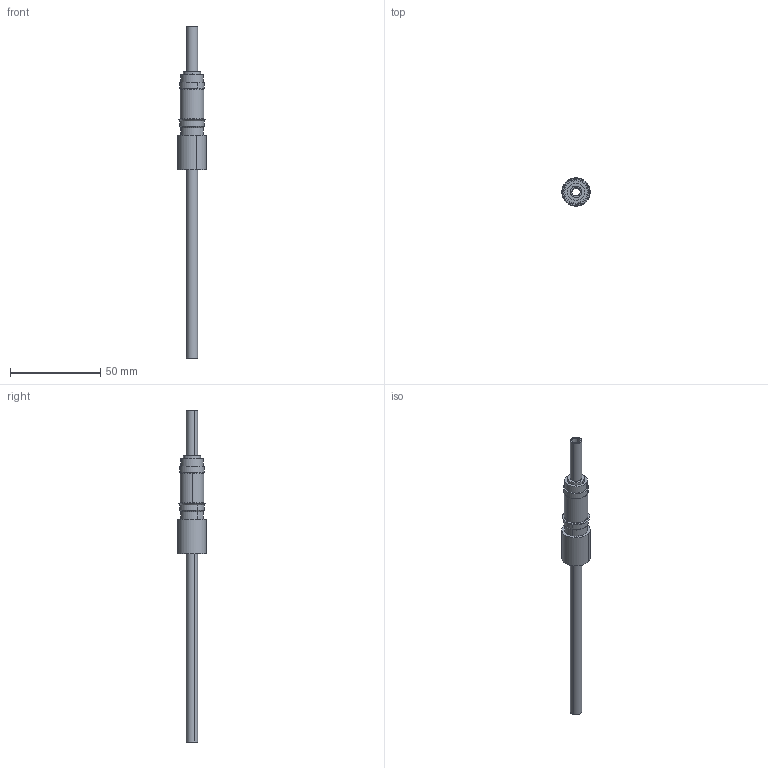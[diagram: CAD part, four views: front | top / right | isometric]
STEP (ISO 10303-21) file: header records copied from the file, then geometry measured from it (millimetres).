
FILE_DESCRIPTION (( 'STEP AP203' ), '1' );
FILE_NAME ('A0106-4-W.STEP', '2019-10-24T17:29:41', ( '' ), ( '' ), 'SwSTEP 2.0', 'SolidWorks 2019', '' );
FILE_SCHEMA (( 'CONFIG_CONTROL_DESIGN' ));
Length unit declared in the file: inch
Products named in the file (1): A0106-4-W
Bounding box: 15.78 x 15.78 x 184.15 mm (x, y, z)
Volume: 8156.8 mm3; surface area: 11216.8 mm2
Topology: 1 solids, 1 shells, 57 faces, 116 edges, 74 vertices
Faces by surface type: cylinder 34, plane 15, cone 6, torus 2
Entity records: 1609 total; most frequent: DIRECTION 308, CARTESIAN_POINT 248, ORIENTED_EDGE 232, AXIS2_PLACEMENT_3D 134, EDGE_CURVE 116, CIRCLE 76, VERTEX_POINT 74, EDGE_LOOP 72
